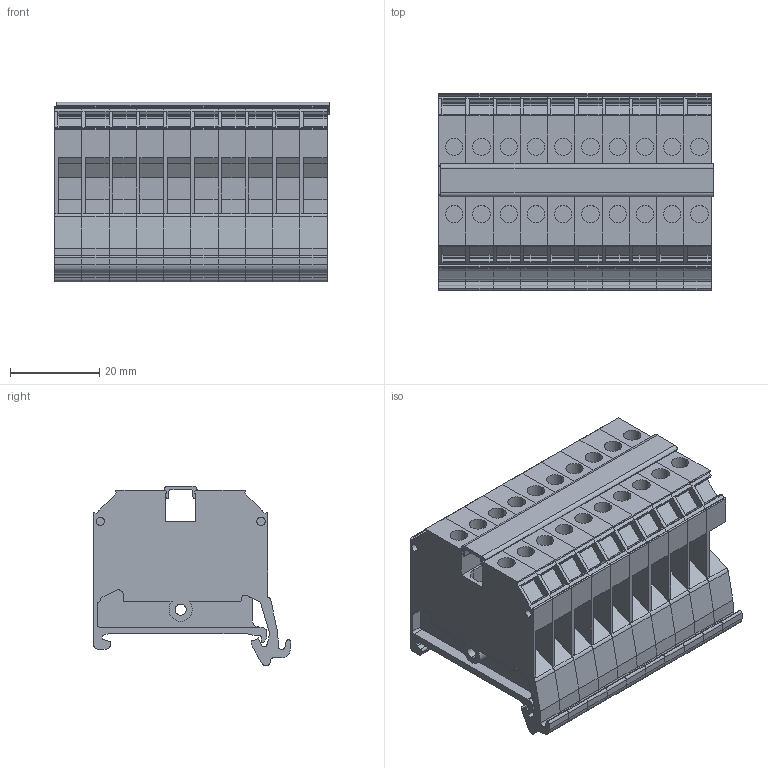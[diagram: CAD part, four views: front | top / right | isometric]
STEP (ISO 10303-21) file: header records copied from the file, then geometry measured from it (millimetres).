
FILE_DESCRIPTION(('CATIA V5R24 STEP','CAx-IF Rec.Pracs.--- Model Styling and Organization---1.2---2011-12-15'),'2;1');
FILE_NAME ('D1445987_0', '2017-04-24T06:17:30+00:00', ('Weidmueller Interface'), ('Weidmueller'), 'CATIA Version 5-6 Release 2014 SP4 HF52', 'CATIA V5 STEP AP214', 'none');
FILE_SCHEMA(('AUTOMOTIVE_DESIGN { 1 0 10303 214 1 1 1 1 }'));
Products named in the file (1): v5-standard_part
Bounding box: 61.5 x 44.1 x 40.24 mm (x, y, z)
Volume: 51939.4 mm3; surface area: 47674.3 mm2
Topology: 11 solids, 11 shells, 1992 faces, 5670 edges, 3760 vertices
Faces by surface type: plane 1184, cylinder 808
Entity records: 63679 total; most frequent: CARTESIAN_POINT 11816, ORIENTED_EDGE 11340, DIRECTION 9610, EDGE_CURVE 5670, VECTOR 4044, LINE 4044, VERTEX_POINT 3760, AXIS2_PLACEMENT_3D 3572
